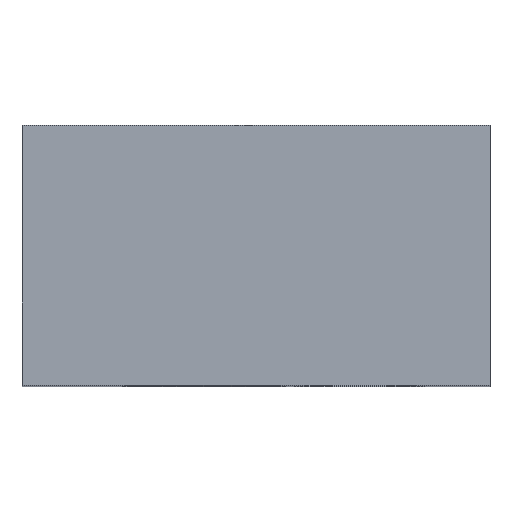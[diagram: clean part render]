
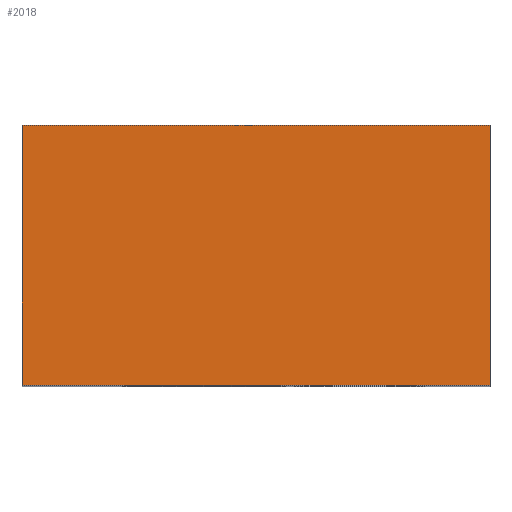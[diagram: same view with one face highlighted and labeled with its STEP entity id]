
A CAD part, top view. The second image highlights one B-rep face of the part: STEP entity #2018.
In plain terms, the highlighted planar face has unit normal (0, 0, 1).
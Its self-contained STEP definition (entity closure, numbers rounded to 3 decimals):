
#73 = PLANE('',#74);
#74 = AXIS2_PLACEMENT_3D('',#75,#76,#77);
#75 = CARTESIAN_POINT('',(-9.,0.,0.));
#76 = DIRECTION('',(1.,0.,0.));
#77 = DIRECTION('',(0.,0.,-1.));
#334 = PLANE('',#335);
#335 = AXIS2_PLACEMENT_3D('',#336,#337,#338);
#336 = CARTESIAN_POINT('',(9.,0.,0.));
#337 = DIRECTION('',(1.,0.,0.));
#338 = DIRECTION('',(0.,0.,-1.));
#1337 = PLANE('',#1338);
#1338 = AXIS2_PLACEMENT_3D('',#1339,#1340,#1341);
#1339 = CARTESIAN_POINT('',(9.,0.,15.));
#1340 = DIRECTION('',(0.,1.,0.));
#1341 = DIRECTION('',(0.,0.,1.));
#1553 = PLANE('',#1554);
#1554 = AXIS2_PLACEMENT_3D('',#1555,#1556,#1557);
#1555 = CARTESIAN_POINT('',(9.,10.,5.25));
#1556 = DIRECTION('',(0.,-1.,0.));
#1557 = DIRECTION('',(0.,0.,-1.));
#2018 = ADVANCED_FACE('',(#2019),#2033,.F.);
#2019 = FACE_BOUND('',#2020,.T.);
#2020 = EDGE_LOOP('',(#2021,#2051,#2074,#2097));
#2021 = ORIENTED_EDGE('',*,*,#2022,.T.);
#2022 = EDGE_CURVE('',#2023,#2025,#2027,.T.);
#2023 = VERTEX_POINT('',#2024);
#2024 = CARTESIAN_POINT('',(-9.,10.,15.));
#2025 = VERTEX_POINT('',#2026);
#2026 = CARTESIAN_POINT('',(-9.,0.,15.));
#2027 = SURFACE_CURVE('',#2028,(#2032,#2044),.PCURVE_S1.);
#2028 = LINE('',#2029,#2030);
#2029 = CARTESIAN_POINT('',(-9.,10.,15.));
#2030 = VECTOR('',#2031,1.);
#2031 = DIRECTION('',(0.,-1.,0.));
#2032 = PCURVE('',#2033,#2038);
#2033 = PLANE('',#2034);
#2034 = AXIS2_PLACEMENT_3D('',#2035,#2036,#2037);
#2035 = CARTESIAN_POINT('',(9.,10.,15.));
#2036 = DIRECTION('',(0.,0.,-1.));
#2037 = DIRECTION('',(0.,1.,0.));
#2038 = DEFINITIONAL_REPRESENTATION('',(#2039),#2043);
#2039 = LINE('',#2040,#2041);
#2040 = CARTESIAN_POINT('',(0.,-18.));
#2041 = VECTOR('',#2042,1.);
#2042 = DIRECTION('',(-1.,0.));
#2043 = ( GEOMETRIC_REPRESENTATION_CONTEXT(2) 
PARAMETRIC_REPRESENTATION_CONTEXT() REPRESENTATION_CONTEXT('2D SPACE',''
  ) );
#2044 = PCURVE('',#73,#2045);
#2045 = DEFINITIONAL_REPRESENTATION('',(#2046),#2050);
#2046 = LINE('',#2047,#2048);
#2047 = CARTESIAN_POINT('',(-15.,10.));
#2048 = VECTOR('',#2049,1.);
#2049 = DIRECTION('',(0.,-1.));
#2050 = ( GEOMETRIC_REPRESENTATION_CONTEXT(2) 
PARAMETRIC_REPRESENTATION_CONTEXT() REPRESENTATION_CONTEXT('2D SPACE',''
  ) );
#2051 = ORIENTED_EDGE('',*,*,#2052,.F.);
#2052 = EDGE_CURVE('',#2053,#2025,#2055,.T.);
#2053 = VERTEX_POINT('',#2054);
#2054 = CARTESIAN_POINT('',(9.,0.,15.));
#2055 = SURFACE_CURVE('',#2056,(#2060,#2067),.PCURVE_S1.);
#2056 = LINE('',#2057,#2058);
#2057 = CARTESIAN_POINT('',(9.,0.,15.));
#2058 = VECTOR('',#2059,1.);
#2059 = DIRECTION('',(-1.,-0.,-0.));
#2060 = PCURVE('',#2033,#2061);
#2061 = DEFINITIONAL_REPRESENTATION('',(#2062),#2066);
#2062 = LINE('',#2063,#2064);
#2063 = CARTESIAN_POINT('',(-10.,0.));
#2064 = VECTOR('',#2065,1.);
#2065 = DIRECTION('',(0.,-1.));
#2066 = ( GEOMETRIC_REPRESENTATION_CONTEXT(2) 
PARAMETRIC_REPRESENTATION_CONTEXT() REPRESENTATION_CONTEXT('2D SPACE',''
  ) );
#2067 = PCURVE('',#1337,#2068);
#2068 = DEFINITIONAL_REPRESENTATION('',(#2069),#2073);
#2069 = LINE('',#2070,#2071);
#2070 = CARTESIAN_POINT('',(0.,0.));
#2071 = VECTOR('',#2072,1.);
#2072 = DIRECTION('',(0.,-1.));
#2073 = ( GEOMETRIC_REPRESENTATION_CONTEXT(2) 
PARAMETRIC_REPRESENTATION_CONTEXT() REPRESENTATION_CONTEXT('2D SPACE',''
  ) );
#2074 = ORIENTED_EDGE('',*,*,#2075,.F.);
#2075 = EDGE_CURVE('',#2076,#2053,#2078,.T.);
#2076 = VERTEX_POINT('',#2077);
#2077 = CARTESIAN_POINT('',(9.,10.,15.));
#2078 = SURFACE_CURVE('',#2079,(#2083,#2090),.PCURVE_S1.);
#2079 = LINE('',#2080,#2081);
#2080 = CARTESIAN_POINT('',(9.,10.,15.));
#2081 = VECTOR('',#2082,1.);
#2082 = DIRECTION('',(0.,-1.,0.));
#2083 = PCURVE('',#2033,#2084);
#2084 = DEFINITIONAL_REPRESENTATION('',(#2085),#2089);
#2085 = LINE('',#2086,#2087);
#2086 = CARTESIAN_POINT('',(0.,0.));
#2087 = VECTOR('',#2088,1.);
#2088 = DIRECTION('',(-1.,0.));
#2089 = ( GEOMETRIC_REPRESENTATION_CONTEXT(2) 
PARAMETRIC_REPRESENTATION_CONTEXT() REPRESENTATION_CONTEXT('2D SPACE',''
  ) );
#2090 = PCURVE('',#334,#2091);
#2091 = DEFINITIONAL_REPRESENTATION('',(#2092),#2096);
#2092 = LINE('',#2093,#2094);
#2093 = CARTESIAN_POINT('',(-15.,10.));
#2094 = VECTOR('',#2095,1.);
#2095 = DIRECTION('',(0.,-1.));
#2096 = ( GEOMETRIC_REPRESENTATION_CONTEXT(2) 
PARAMETRIC_REPRESENTATION_CONTEXT() REPRESENTATION_CONTEXT('2D SPACE',''
  ) );
#2097 = ORIENTED_EDGE('',*,*,#2098,.T.);
#2098 = EDGE_CURVE('',#2076,#2023,#2099,.T.);
#2099 = SURFACE_CURVE('',#2100,(#2104,#2111),.PCURVE_S1.);
#2100 = LINE('',#2101,#2102);
#2101 = CARTESIAN_POINT('',(9.,10.,15.));
#2102 = VECTOR('',#2103,1.);
#2103 = DIRECTION('',(-1.,-0.,-0.));
#2104 = PCURVE('',#2033,#2105);
#2105 = DEFINITIONAL_REPRESENTATION('',(#2106),#2110);
#2106 = LINE('',#2107,#2108);
#2107 = CARTESIAN_POINT('',(0.,0.));
#2108 = VECTOR('',#2109,1.);
#2109 = DIRECTION('',(0.,-1.));
#2110 = ( GEOMETRIC_REPRESENTATION_CONTEXT(2) 
PARAMETRIC_REPRESENTATION_CONTEXT() REPRESENTATION_CONTEXT('2D SPACE',''
  ) );
#2111 = PCURVE('',#1553,#2112);
#2112 = DEFINITIONAL_REPRESENTATION('',(#2113),#2117);
#2113 = LINE('',#2114,#2115);
#2114 = CARTESIAN_POINT('',(-9.75,0.));
#2115 = VECTOR('',#2116,1.);
#2116 = DIRECTION('',(0.,-1.));
#2117 = ( GEOMETRIC_REPRESENTATION_CONTEXT(2) 
PARAMETRIC_REPRESENTATION_CONTEXT() REPRESENTATION_CONTEXT('2D SPACE',''
  ) );
